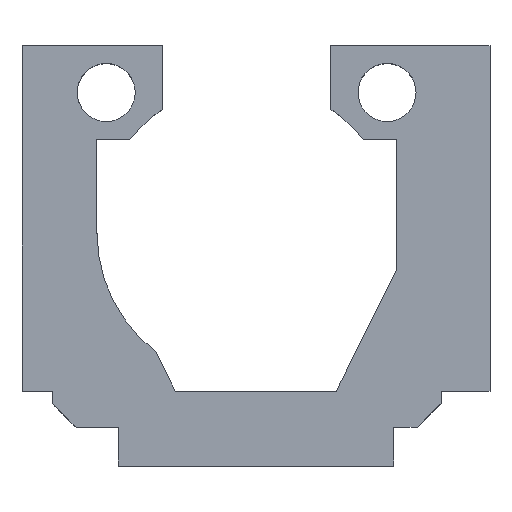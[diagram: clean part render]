
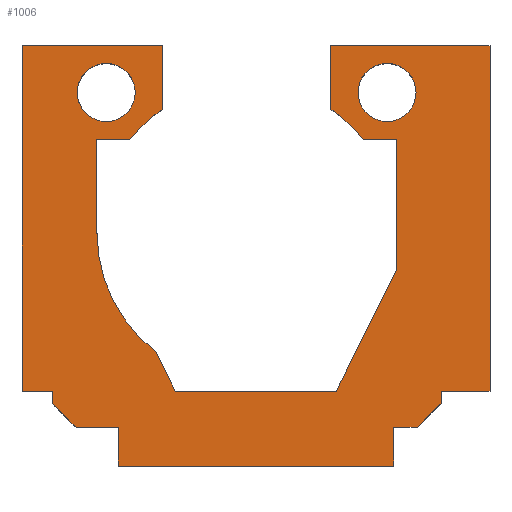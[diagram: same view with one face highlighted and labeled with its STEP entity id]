
A CAD part, top view. The second image highlights one B-rep face of the part: STEP entity #1006.
In plain terms, the highlighted planar face has unit normal (0, 0, 1).
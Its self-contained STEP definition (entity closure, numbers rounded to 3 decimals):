
#24=FACE_BOUND('',#169,.T.);
#25=FACE_BOUND('',#170,.T.);
#64=PLANE('',#1108);
#114=FACE_OUTER_BOUND('',#168,.T.);
#168=EDGE_LOOP('',(#914,#915,#916,#917,#918,#919,#920,#921,#922,#923,#924,
#925,#926,#927,#928,#929,#930,#931,#932,#933,#934,#935,#936,#937,#938,#939,
#940,#941,#942,#943));
#169=EDGE_LOOP('',(#944));
#170=EDGE_LOOP('',(#945));
#182=LINE('',#1469,#290);
#187=LINE('',#1480,#295);
#191=LINE('',#1487,#299);
#194=LINE('',#1493,#302);
#199=LINE('',#1511,#307);
#202=LINE('',#1517,#310);
#205=LINE('',#1523,#313);
#208=LINE('',#1529,#316);
#211=LINE('',#1535,#319);
#214=LINE('',#1541,#322);
#217=LINE('',#1547,#325);
#220=LINE('',#1556,#328);
#221=LINE('',#1559,#329);
#226=LINE('',#1568,#334);
#251=LINE('',#1659,#359);
#257=LINE('',#1668,#365);
#260=LINE('',#1675,#368);
#264=LINE('',#1681,#372);
#266=LINE('',#1685,#374);
#271=LINE('',#1694,#379);
#273=LINE('',#1698,#381);
#275=LINE('',#1701,#383);
#276=LINE('',#1705,#384);
#278=LINE('',#1708,#386);
#280=LINE('',#1712,#388);
#281=LINE('',#1714,#389);
#282=LINE('',#1716,#390);
#290=VECTOR('',#1148,10.);
#295=VECTOR('',#1155,10.);
#299=VECTOR('',#1161,10.);
#302=VECTOR('',#1166,10.);
#307=VECTOR('',#1185,10.);
#310=VECTOR('',#1190,10.);
#313=VECTOR('',#1195,10.);
#316=VECTOR('',#1200,10.);
#319=VECTOR('',#1205,10.);
#322=VECTOR('',#1210,10.);
#325=VECTOR('',#1215,10.);
#328=VECTOR('',#1226,10.);
#329=VECTOR('',#1229,10.);
#334=VECTOR('',#1236,10.);
#359=VECTOR('',#1317,10.);
#365=VECTOR('',#1327,10.);
#368=VECTOR('',#1334,10.);
#372=VECTOR('',#1340,10.);
#374=VECTOR('',#1344,10.);
#379=VECTOR('',#1353,10.);
#381=VECTOR('',#1357,10.);
#383=VECTOR('',#1361,10.);
#384=VECTOR('',#1366,10.);
#386=VECTOR('',#1370,10.);
#388=VECTOR('',#1374,10.);
#389=VECTOR('',#1377,10.);
#390=VECTOR('',#1380,10.);
#396=CIRCLE('',#1037,3.1);
#398=CIRCLE('',#1040,3.1);
#400=CIRCLE('',#1047,15.986);
#402=CIRCLE('',#1050,15.986);
#404=CIRCLE('',#1060,15.986);
#427=VERTEX_POINT('',#1454);
#429=VERTEX_POINT('',#1461);
#430=VERTEX_POINT('',#1465);
#432=VERTEX_POINT('',#1468);
#436=VERTEX_POINT('',#1477);
#437=VERTEX_POINT('',#1479);
#439=VERTEX_POINT('',#1485);
#441=VERTEX_POINT('',#1491);
#444=VERTEX_POINT('',#1501);
#445=VERTEX_POINT('',#1503);
#447=VERTEX_POINT('',#1509);
#449=VERTEX_POINT('',#1515);
#451=VERTEX_POINT('',#1521);
#453=VERTEX_POINT('',#1527);
#455=VERTEX_POINT('',#1533);
#457=VERTEX_POINT('',#1539);
#459=VERTEX_POINT('',#1545);
#461=VERTEX_POINT('',#1553);
#462=VERTEX_POINT('',#1558);
#465=VERTEX_POINT('',#1566);
#502=VERTEX_POINT('',#1656);
#503=VERTEX_POINT('',#1658);
#504=VERTEX_POINT('',#1666);
#505=VERTEX_POINT('',#1672);
#506=VERTEX_POINT('',#1674);
#507=VERTEX_POINT('',#1679);
#508=VERTEX_POINT('',#1683);
#509=VERTEX_POINT('',#1691);
#510=VERTEX_POINT('',#1693);
#511=VERTEX_POINT('',#1697);
#512=VERTEX_POINT('',#1704);
#513=VERTEX_POINT('',#1710);
#527=EDGE_CURVE('',#427,#427,#396,.T.);
#531=EDGE_CURVE('',#429,#429,#398,.T.);
#533=EDGE_CURVE('',#432,#430,#182,.T.);
#538=EDGE_CURVE('',#437,#436,#187,.T.);
#542=EDGE_CURVE('',#436,#439,#191,.T.);
#545=EDGE_CURVE('',#439,#441,#194,.T.);
#547=EDGE_CURVE('',#441,#432,#400,.T.);
#550=EDGE_CURVE('',#445,#444,#402,.T.);
#554=EDGE_CURVE('',#444,#447,#199,.T.);
#557=EDGE_CURVE('',#447,#449,#202,.T.);
#560=EDGE_CURVE('',#449,#451,#205,.T.);
#563=EDGE_CURVE('',#451,#453,#208,.T.);
#566=EDGE_CURVE('',#453,#455,#211,.T.);
#569=EDGE_CURVE('',#455,#457,#214,.T.);
#572=EDGE_CURVE('',#457,#459,#217,.T.);
#574=EDGE_CURVE('',#459,#437,#404,.T.);
#577=EDGE_CURVE('',#461,#445,#220,.T.);
#578=EDGE_CURVE('',#462,#461,#221,.T.);
#583=EDGE_CURVE('',#430,#465,#226,.T.);
#626=EDGE_CURVE('',#503,#502,#251,.T.);
#632=EDGE_CURVE('',#502,#504,#257,.T.);
#635=EDGE_CURVE('',#506,#505,#260,.T.);
#639=EDGE_CURVE('',#505,#507,#264,.T.);
#641=EDGE_CURVE('',#507,#508,#266,.T.);
#646=EDGE_CURVE('',#510,#509,#271,.T.);
#648=EDGE_CURVE('',#511,#510,#273,.T.);
#650=EDGE_CURVE('',#508,#511,#275,.T.);
#651=EDGE_CURVE('',#512,#503,#276,.T.);
#653=EDGE_CURVE('',#509,#512,#278,.T.);
#655=EDGE_CURVE('',#504,#513,#280,.T.);
#656=EDGE_CURVE('',#465,#506,#281,.T.);
#657=EDGE_CURVE('',#513,#462,#282,.T.);
#914=ORIENTED_EDGE('',*,*,#533,.T.);
#915=ORIENTED_EDGE('',*,*,#583,.T.);
#916=ORIENTED_EDGE('',*,*,#656,.T.);
#917=ORIENTED_EDGE('',*,*,#635,.T.);
#918=ORIENTED_EDGE('',*,*,#639,.T.);
#919=ORIENTED_EDGE('',*,*,#641,.T.);
#920=ORIENTED_EDGE('',*,*,#650,.T.);
#921=ORIENTED_EDGE('',*,*,#648,.T.);
#922=ORIENTED_EDGE('',*,*,#646,.T.);
#923=ORIENTED_EDGE('',*,*,#653,.T.);
#924=ORIENTED_EDGE('',*,*,#651,.T.);
#925=ORIENTED_EDGE('',*,*,#626,.T.);
#926=ORIENTED_EDGE('',*,*,#632,.T.);
#927=ORIENTED_EDGE('',*,*,#655,.T.);
#928=ORIENTED_EDGE('',*,*,#657,.T.);
#929=ORIENTED_EDGE('',*,*,#578,.T.);
#930=ORIENTED_EDGE('',*,*,#577,.T.);
#931=ORIENTED_EDGE('',*,*,#550,.T.);
#932=ORIENTED_EDGE('',*,*,#554,.T.);
#933=ORIENTED_EDGE('',*,*,#557,.T.);
#934=ORIENTED_EDGE('',*,*,#560,.T.);
#935=ORIENTED_EDGE('',*,*,#563,.T.);
#936=ORIENTED_EDGE('',*,*,#566,.T.);
#937=ORIENTED_EDGE('',*,*,#569,.T.);
#938=ORIENTED_EDGE('',*,*,#572,.T.);
#939=ORIENTED_EDGE('',*,*,#574,.T.);
#940=ORIENTED_EDGE('',*,*,#538,.T.);
#941=ORIENTED_EDGE('',*,*,#542,.T.);
#942=ORIENTED_EDGE('',*,*,#545,.T.);
#943=ORIENTED_EDGE('',*,*,#547,.T.);
#944=ORIENTED_EDGE('',*,*,#527,.T.);
#945=ORIENTED_EDGE('',*,*,#531,.T.);
#1006=ADVANCED_FACE('',(#114,#24,#25),#64,.T.);
#1037=AXIS2_PLACEMENT_3D('',#1456,#1135,#1136);
#1040=AXIS2_PLACEMENT_3D('',#1463,#1143,#1144);
#1047=AXIS2_PLACEMENT_3D('',#1496,#1171,#1172);
#1050=AXIS2_PLACEMENT_3D('',#1504,#1178,#1179);
#1060=AXIS2_PLACEMENT_3D('',#1550,#1220,#1221);
#1108=AXIS2_PLACEMENT_3D('',#1717,#1381,#1382);
#1135=DIRECTION('center_axis',(0.,0.,-1.));
#1136=DIRECTION('ref_axis',(1.,0.,0.));
#1143=DIRECTION('center_axis',(0.,0.,-1.));
#1144=DIRECTION('ref_axis',(1.,0.,0.));
#1148=DIRECTION('',(0.,1.,0.));
#1155=DIRECTION('',(-0.445,0.895,0.));
#1161=DIRECTION('',(0.,1.,0.));
#1166=DIRECTION('',(1.,0.,0.));
#1171=DIRECTION('center_axis',(0.,0.,-1.));
#1172=DIRECTION('ref_axis',(-0.78,0.626,0.));
#1178=DIRECTION('center_axis',(0.,0.,-1.));
#1179=DIRECTION('ref_axis',(0.563,0.826,0.));
#1185=DIRECTION('',(1.,0.,0.));
#1190=DIRECTION('',(0.,-1.,0.));
#1195=DIRECTION('',(-0.445,-0.895,0.));
#1200=DIRECTION('',(-0.445,-0.895,0.));
#1205=DIRECTION('',(-1.,0.,0.));
#1210=DIRECTION('',(-0.445,0.895,0.));
#1215=DIRECTION('',(-0.445,0.895,0.));
#1220=DIRECTION('center_axis',(0.,0.,-1.));
#1221=DIRECTION('ref_axis',(-0.609,-0.793,0.));
#1226=DIRECTION('',(0.,-1.,0.));
#1229=DIRECTION('',(-1.,0.,0.));
#1236=DIRECTION('',(-1.,0.,0.));
#1317=DIRECTION('',(0.707,0.707,0.));
#1327=DIRECTION('',(0.,1.,0.));
#1334=DIRECTION('',(1.,0.,0.));
#1340=DIRECTION('',(0.,-1.,0.));
#1344=DIRECTION('',(0.707,-0.707,0.));
#1353=DIRECTION('',(1.,0.,0.));
#1357=DIRECTION('',(0.,-1.,0.));
#1361=DIRECTION('',(1.,0.,0.));
#1366=DIRECTION('',(1.,0.,0.));
#1370=DIRECTION('',(0.,1.,0.));
#1374=DIRECTION('',(1.,0.,0.));
#1377=DIRECTION('',(0.,-1.,0.));
#1380=DIRECTION('',(0.,1.,0.));
#1381=DIRECTION('center_axis',(0.,0.,1.));
#1382=DIRECTION('ref_axis',(1.,0.,0.));
#1454=CARTESIAN_POINT('',(35.9,31.921,13.));
#1456=CARTESIAN_POINT('Origin',(39.,31.921,13.));
#1461=CARTESIAN_POINT('',(5.9,31.921,13.));
#1463=CARTESIAN_POINT('Origin',(9.,31.921,13.));
#1465=CARTESIAN_POINT('',(15.,36.921,13.));
#1468=CARTESIAN_POINT('',(15.,30.133,13.));
#1469=CARTESIAN_POINT('',(15.,27.691,13.));
#1477=CARTESIAN_POINT('',(8.,16.837,13.));
#1479=CARTESIAN_POINT('',(8.014,16.808,13.));
#1480=CARTESIAN_POINT('',(9.362,14.098,13.));
#1485=CARTESIAN_POINT('',(8.,26.921,13.));
#1487=CARTESIAN_POINT('',(8.,22.691,13.));
#1491=CARTESIAN_POINT('',(11.528,26.921,13.));
#1493=CARTESIAN_POINT('',(18.264,26.921,13.));
#1496=CARTESIAN_POINT('Origin',(24.,16.921,13.));
#1501=CARTESIAN_POINT('',(36.472,26.921,13.));
#1503=CARTESIAN_POINT('',(33.,30.133,13.));
#1504=CARTESIAN_POINT('Origin',(24.,16.921,13.));
#1509=CARTESIAN_POINT('',(40.,26.921,13.));
#1511=CARTESIAN_POINT('',(32.5,26.921,13.));
#1515=CARTESIAN_POINT('',(40.,12.9,13.));
#1517=CARTESIAN_POINT('',(40.,15.68,13.));
#1521=CARTESIAN_POINT('',(34.136,1.109,13.));
#1523=CARTESIAN_POINT('',(36.689,6.243,13.));
#1527=CARTESIAN_POINT('',(33.584,0.,13.));
#1529=CARTESIAN_POINT('',(36.413,5.688,13.));
#1533=CARTESIAN_POINT('',(16.374,0.,13.));
#1535=CARTESIAN_POINT('',(20.687,0.,13.));
#1539=CARTESIAN_POINT('',(15.822,1.109,13.));
#1541=CARTESIAN_POINT('',(13.273,6.235,13.));
#1545=CARTESIAN_POINT('',(14.265,4.241,13.));
#1547=CARTESIAN_POINT('',(12.494,7.801,13.));
#1550=CARTESIAN_POINT('Origin',(24.,16.921,13.));
#1553=CARTESIAN_POINT('',(33.,36.921,13.));
#1556=CARTESIAN_POINT('',(33.,27.2,13.));
#1558=CARTESIAN_POINT('',(50.,36.921,13.));
#1559=CARTESIAN_POINT('',(50.,36.921,13.));
#1566=CARTESIAN_POINT('',(0.,36.921,13.));
#1568=CARTESIAN_POINT('',(50.,36.921,13.));
#1656=CARTESIAN_POINT('',(44.766,-1.298,13.));
#1658=CARTESIAN_POINT('',(42.219,-3.845,13.));
#1659=CARTESIAN_POINT('',(42.219,-3.845,13.));
#1666=CARTESIAN_POINT('',(44.766,0.,13.));
#1668=CARTESIAN_POINT('',(44.766,-1.298,13.));
#1672=CARTESIAN_POINT('',(3.234,0.,13.));
#1674=CARTESIAN_POINT('',(0.,0.,13.));
#1675=CARTESIAN_POINT('',(0.,0.,13.));
#1679=CARTESIAN_POINT('',(3.234,-1.298,13.));
#1681=CARTESIAN_POINT('',(3.234,0.,13.));
#1683=CARTESIAN_POINT('',(5.781,-3.845,13.));
#1685=CARTESIAN_POINT('',(3.234,-1.298,13.));
#1691=CARTESIAN_POINT('',(39.7,-8.,13.));
#1693=CARTESIAN_POINT('',(10.3,-8.,13.));
#1694=CARTESIAN_POINT('',(10.,-8.,13.));
#1697=CARTESIAN_POINT('',(10.3,-3.845,13.));
#1698=CARTESIAN_POINT('',(10.3,-3.845,13.));
#1701=CARTESIAN_POINT('',(5.781,-3.845,13.));
#1704=CARTESIAN_POINT('',(39.7,-3.845,13.));
#1705=CARTESIAN_POINT('',(39.7,-3.845,13.));
#1708=CARTESIAN_POINT('',(39.7,-8.,13.));
#1710=CARTESIAN_POINT('',(50.,0.,13.));
#1712=CARTESIAN_POINT('',(0.,0.,13.));
#1714=CARTESIAN_POINT('',(0.,36.921,13.));
#1716=CARTESIAN_POINT('',(50.,0.,13.));
#1717=CARTESIAN_POINT('Origin',(25.,18.461,13.));
